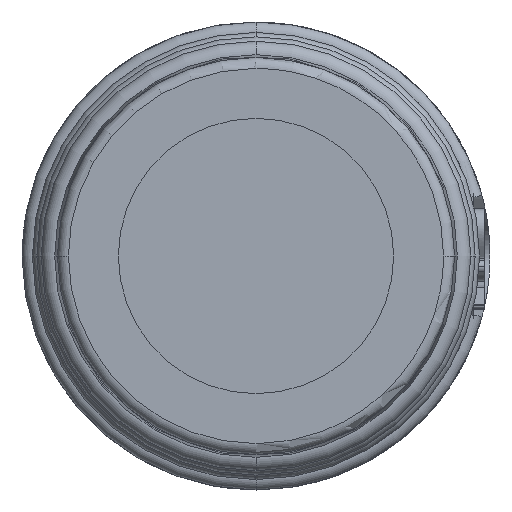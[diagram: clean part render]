
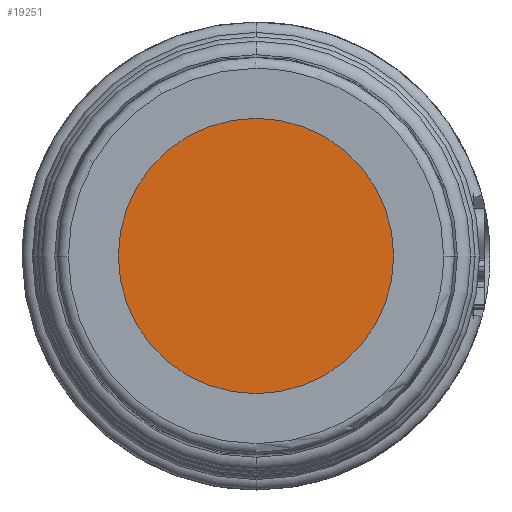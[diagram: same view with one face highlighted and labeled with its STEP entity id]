
A CAD part, front view. The second image highlights one B-rep face of the part: STEP entity #19251.
In plain terms, the highlighted planar face has unit normal (0, -1, 0).
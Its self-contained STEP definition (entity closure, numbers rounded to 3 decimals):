
#285 = AXIS2_PLACEMENT_3D ( 'NONE', #17031, #1698, #19608 ) ;
#1302 = CARTESIAN_POINT ( 'NONE',  ( 0., -55.8, 0. ) ) ;
#1698 = DIRECTION ( 'NONE',  ( 0., 1., 0. ) ) ;
#1776 = CARTESIAN_POINT ( 'NONE',  ( 0., -55.8, -2.5 ) ) ;
#3859 = PLANE ( 'NONE',  #10549 ) ;
#10490 = EDGE_LOOP ( 'NONE', ( #12707, #17305 ) ) ;
#10549 = AXIS2_PLACEMENT_3D ( 'NONE', #1302, #29460, #14181 ) ;
#12411 = DIRECTION ( 'NONE',  ( 0., 1., 0. ) ) ;
#12707 = ORIENTED_EDGE ( 'NONE', *, *, #25534, .F. ) ;
#12982 = EDGE_CURVE ( 'NONE', #30453, #24076, #28347, .T. ) ;
#14181 = DIRECTION ( 'NONE',  ( 0., 0., -1. ) ) ;
#14782 = CIRCLE ( 'NONE', #285, 2.5 ) ;
#17031 = CARTESIAN_POINT ( 'NONE',  ( 0., -55.8, 0. ) ) ;
#17305 = ORIENTED_EDGE ( 'NONE', *, *, #12982, .F. ) ;
#19251 = ADVANCED_FACE ( 'NONE', ( #31447 ), #3859, .T. ) ;
#19608 = DIRECTION ( 'NONE',  ( 0., 0., 1. ) ) ;
#19760 = CARTESIAN_POINT ( 'NONE',  ( 0., -55.8, 2.5 ) ) ;
#22089 = AXIS2_PLACEMENT_3D ( 'NONE', #27698, #12411, #30264 ) ;
#24076 = VERTEX_POINT ( 'NONE', #19760 ) ;
#25534 = EDGE_CURVE ( 'NONE', #24076, #30453, #14782, .T. ) ;
#27698 = CARTESIAN_POINT ( 'NONE',  ( 0., -55.8, 0. ) ) ;
#28347 = CIRCLE ( 'NONE', #22089, 2.5 ) ;
#29460 = DIRECTION ( 'NONE',  ( 0., -1., 0. ) ) ;
#30264 = DIRECTION ( 'NONE',  ( 0., 0., 1. ) ) ;
#30453 = VERTEX_POINT ( 'NONE', #1776 ) ;
#31447 = FACE_OUTER_BOUND ( 'NONE', #10490, .T. ) ;
